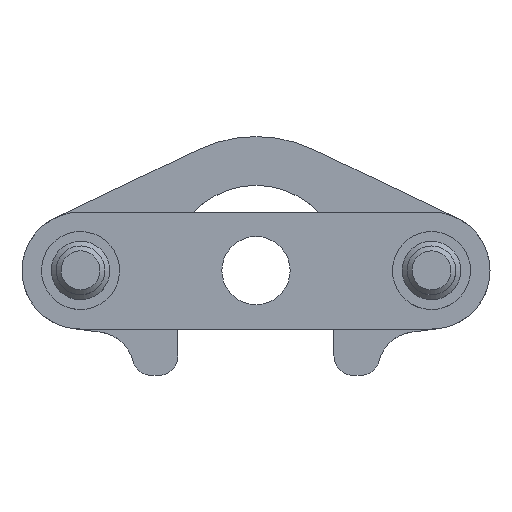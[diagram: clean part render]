
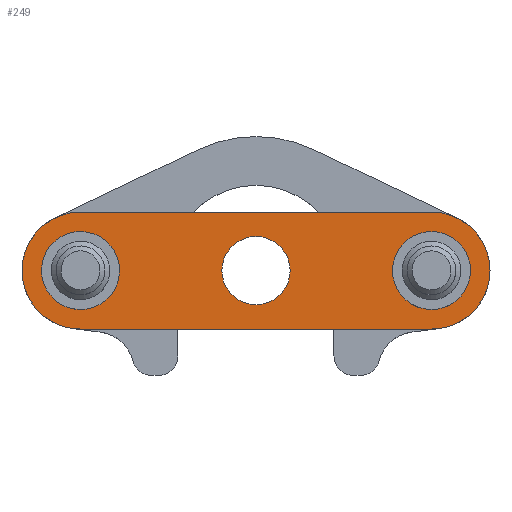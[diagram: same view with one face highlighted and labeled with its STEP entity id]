
A CAD part, top view. The second image highlights one B-rep face of the part: STEP entity #249.
In plain terms, the highlighted planar face has unit normal (0, 0, 1).
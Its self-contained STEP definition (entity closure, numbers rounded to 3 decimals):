
#249=ADVANCED_FACE('',(#347,#348,#349,#350),#351,.T.);
#347=FACE_BOUND('',#492,.T.);
#348=FACE_OUTER_BOUND('',#493,.T.);
#349=FACE_BOUND('',#494,.T.);
#350=FACE_BOUND('',#495,.T.);
#351=PLANE('',#496);
#492=EDGE_LOOP('',(#818));
#493=EDGE_LOOP('',(#819,#820,#821,#822));
#494=EDGE_LOOP('',(#823));
#495=EDGE_LOOP('',(#824));
#496=AXIS2_PLACEMENT_3D('',#825,#826,#827);
#818=ORIENTED_EDGE('',*,*,#1046,.F.);
#819=ORIENTED_EDGE('',*,*,#1047,.T.);
#820=ORIENTED_EDGE('',*,*,#1048,.T.);
#821=ORIENTED_EDGE('',*,*,#1049,.T.);
#822=ORIENTED_EDGE('',*,*,#1050,.T.);
#823=ORIENTED_EDGE('',*,*,#1051,.F.);
#824=ORIENTED_EDGE('',*,*,#1045,.F.);
#825=CARTESIAN_POINT('',(18.,0.,1.5));
#826=DIRECTION('',(0.0,-0.0,1.0));
#827=DIRECTION('',(1.0,0.,0.0));
#1045=EDGE_CURVE('',#1216,#1216,#1217,.T.);
#1046=EDGE_CURVE('',#1218,#1218,#1219,.T.);
#1047=EDGE_CURVE('',#1220,#1221,#1222,.T.);
#1048=EDGE_CURVE('',#1221,#1223,#1224,.T.);
#1049=EDGE_CURVE('',#1223,#1225,#1226,.T.);
#1050=EDGE_CURVE('',#1225,#1220,#1227,.T.);
#1051=EDGE_CURVE('',#1228,#1228,#1229,.T.);
#1216=VERTEX_POINT('',#1462);
#1217=CIRCLE('',#1463,2.55);
#1218=VERTEX_POINT('',#1464);
#1219=CIRCLE('',#1465,2.55);
#1220=VERTEX_POINT('',#1466);
#1221=VERTEX_POINT('',#1467);
#1222=CIRCLE('',#1468,6.);
#1223=VERTEX_POINT('',#1469);
#1224=LINE('',#1470,#1471);
#1225=VERTEX_POINT('',#1472);
#1226=CIRCLE('',#1473,6.);
#1227=LINE('',#1474,#1475);
#1228=VERTEX_POINT('',#1476);
#1229=CIRCLE('',#1477,3.5);
#1462=CARTESIAN_POINT('',(20.55,0.,1.5));
#1463=AXIS2_PLACEMENT_3D('',#1671,#1672,#1673);
#1464=CARTESIAN_POINT('',(-15.45,0.,1.5));
#1465=AXIS2_PLACEMENT_3D('',#1674,#1675,#1676);
#1466=CARTESIAN_POINT('',(18.,-6.,1.5));
#1467=CARTESIAN_POINT('',(18.,6.,1.5));
#1468=AXIS2_PLACEMENT_3D('',#1677,#1678,#1679);
#1469=CARTESIAN_POINT('',(-18.0,6.,1.5));
#1470=CARTESIAN_POINT('',(18.,6.,1.5));
#1471=VECTOR('',#1680,1.0);
#1472=CARTESIAN_POINT('',(-18.0,-6.,1.5));
#1473=AXIS2_PLACEMENT_3D('',#1681,#1682,#1683);
#1474=CARTESIAN_POINT('',(-18.0,-6.,1.5));
#1475=VECTOR('',#1684,1.0);
#1476=CARTESIAN_POINT('',(3.5,0.,1.5));
#1477=AXIS2_PLACEMENT_3D('',#1685,#1686,#1687);
#1671=CARTESIAN_POINT('',(18.,0.,1.5));
#1672=DIRECTION('',(0.0,-0.0,1.0));
#1673=DIRECTION('',(1.0,0.,0.0));
#1674=CARTESIAN_POINT('',(-18.0,0.,1.5));
#1675=DIRECTION('',(0.0,-0.0,1.0));
#1676=DIRECTION('',(1.0,0.,0.0));
#1677=CARTESIAN_POINT('',(18.,0.,1.5));
#1678=DIRECTION('',(0.0,-0.0,1.0));
#1679=DIRECTION('',(1.0,0.,0.0));
#1680=DIRECTION('',(-1.0,0.,0.0));
#1681=CARTESIAN_POINT('',(-18.0,0.,1.5));
#1682=DIRECTION('',(0.0,-0.0,1.0));
#1683=DIRECTION('',(1.0,0.,0.0));
#1684=DIRECTION('',(1.0,0.,0.0));
#1685=CARTESIAN_POINT('',(0.,0.,1.5));
#1686=DIRECTION('',(0.0,-0.0,1.0));
#1687=DIRECTION('',(1.0,0.,0.0));
